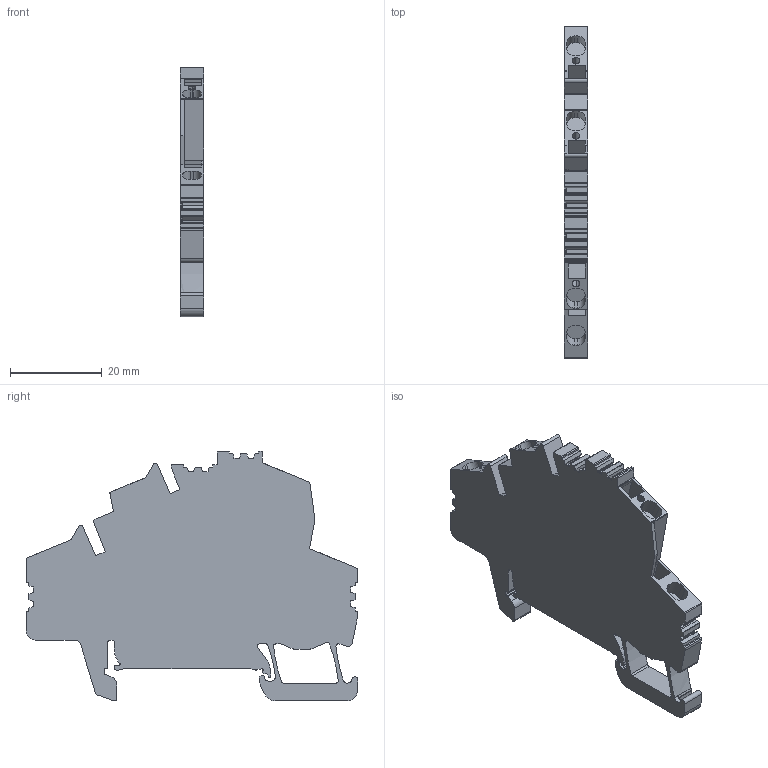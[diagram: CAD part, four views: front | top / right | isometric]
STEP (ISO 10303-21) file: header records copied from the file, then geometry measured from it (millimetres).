
FILE_DESCRIPTION(('CATIA V5R22 STEP214','CAx-IF Rec.Pracs.--- Model Styling and Organization---1.4--- 2014-01-23'),'2;1');
FILE_NAME ('1200654-2_0', '2021-10-18T07:30:07+00:00', ('Weidmueller Interface'), ('Weidmueller'), 'CATIA Version 5-6 Release 2016 SP3 HF44', 'CATIA V5 STEP AP214', 'none');
FILE_SCHEMA(('AUTOMOTIVE_DESIGN { 1 0 10303 214 1 1 1 1 }'));
Length unit declared in the file: millimetre
Products named in the file (1): 2716220000
Bounding box: 5.1 x 72.35 x 54.5 mm (x, y, z)
Volume: 11864.8 mm3; surface area: 8273.7 mm2
Topology: 1 solids, 1 shells, 382 faces, 1145 edges, 776 vertices
Faces by surface type: plane 253, cylinder 129
Entity records: 12487 total; most frequent: ORIENTED_EDGE 2290, CARTESIAN_POINT 2281, DIRECTION 1821, EDGE_CURVE 1145, VECTOR 877, LINE 877, VERTEX_POINT 776, AXIS2_PLACEMENT_3D 604
